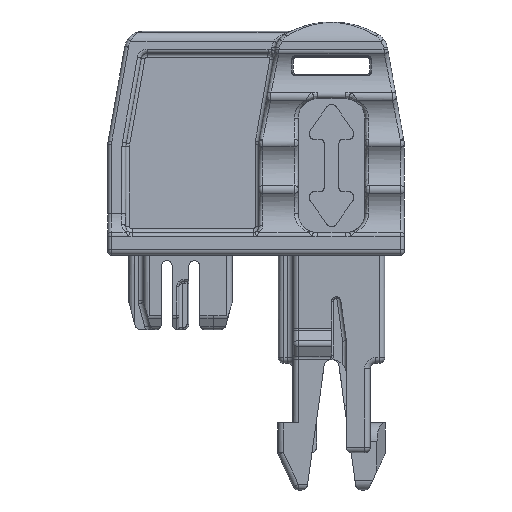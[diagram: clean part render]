
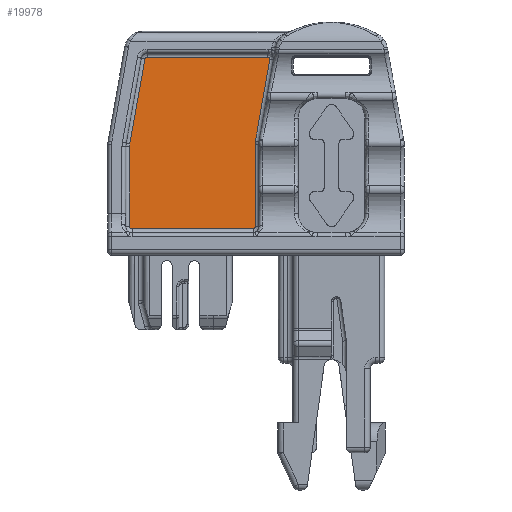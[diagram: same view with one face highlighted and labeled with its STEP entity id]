
A CAD part, front view. The second image highlights one B-rep face of the part: STEP entity #19978.
In plain terms, the highlighted planar face has unit normal (0, -0.999, 0.035).
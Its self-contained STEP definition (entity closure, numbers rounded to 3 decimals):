
#19861=AXIS2_PLACEMENT_3D('Plane Axis2P3D',#19858,#19859,#19860) ;
#15228=CARTESIAN_POINT('Vertex',(8.692,1.61,23.1)) ;
#15231=CARTESIAN_POINT('Line Origine',(7.902,1.454,18.619)) ;
#15235=CARTESIAN_POINT('Vertex',(7.918,1.457,18.714)) ;
#19809=CARTESIAN_POINT('Vertex',(8.593,1.614,23.218)) ;
#19813=CARTESIAN_POINT('Control Point',(8.692,1.61,23.1)) ;
#19814=CARTESIAN_POINT('Control Point',(8.698,1.612,23.135)) ;
#19815=CARTESIAN_POINT('Control Point',(8.689,1.613,23.172)) ;
#19816=CARTESIAN_POINT('Control Point',(8.663,1.614,23.202)) ;
#19817=CARTESIAN_POINT('Control Point',(8.628,1.614,23.218)) ;
#19818=CARTESIAN_POINT('Control Point',(8.593,1.614,23.218)) ;
#19858=CARTESIAN_POINT('Axis2P3D Location',(12.,1.278,13.576)) ;
#19863=CARTESIAN_POINT('Line Origine',(7.9,1.373,16.306)) ;
#19867=CARTESIAN_POINT('Vertex',(7.9,1.296,14.107)) ;
#19869=CARTESIAN_POINT('Vertex',(7.9,1.45,18.506)) ;
#19873=CARTESIAN_POINT('Control Point',(7.918,1.457,18.714)) ;
#19874=CARTESIAN_POINT('Control Point',(7.911,1.456,18.673)) ;
#19875=CARTESIAN_POINT('Control Point',(7.905,1.454,18.631)) ;
#19876=CARTESIAN_POINT('Control Point',(7.902,1.453,18.589)) ;
#19877=CARTESIAN_POINT('Control Point',(7.9,1.451,18.547)) ;
#19878=CARTESIAN_POINT('Control Point',(7.9,1.45,18.506)) ;
#19880=CARTESIAN_POINT('Line Origine',(5.353,1.614,23.218)) ;
#19884=CARTESIAN_POINT('Vertex',(2.114,1.614,23.218)) ;
#19888=CARTESIAN_POINT('Control Point',(1.991,1.611,23.115)) ;
#19889=CARTESIAN_POINT('Control Point',(1.993,1.611,23.128)) ;
#19890=CARTESIAN_POINT('Control Point',(1.997,1.612,23.142)) ;
#19891=CARTESIAN_POINT('Control Point',(2.004,1.612,23.155)) ;
#19892=CARTESIAN_POINT('Control Point',(2.02,1.613,23.178)) ;
#19893=CARTESIAN_POINT('Control Point',(2.041,1.614,23.196)) ;
#19894=CARTESIAN_POINT('Control Point',(2.053,1.614,23.203)) ;
#19895=CARTESIAN_POINT('Control Point',(2.072,1.614,23.212)) ;
#19896=CARTESIAN_POINT('Control Point',(2.093,1.614,23.216)) ;
#19897=CARTESIAN_POINT('Control Point',(2.1,1.614,23.217)) ;
#19898=CARTESIAN_POINT('Control Point',(2.107,1.614,23.218)) ;
#19899=CARTESIAN_POINT('Control Point',(2.114,1.614,23.218)) ;
#19900=CARTESIAN_POINT('Vertex',(1.991,1.611,23.115)) ;
#19903=CARTESIAN_POINT('Line Origine',(1.587,1.531,20.838)) ;
#19907=CARTESIAN_POINT('Vertex',(1.182,1.452,18.562)) ;
#19911=CARTESIAN_POINT('Control Point',(1.17,1.447,18.418)) ;
#19912=CARTESIAN_POINT('Control Point',(1.17,1.448,18.447)) ;
#19913=CARTESIAN_POINT('Control Point',(1.171,1.449,18.476)) ;
#19914=CARTESIAN_POINT('Control Point',(1.174,1.45,18.505)) ;
#19915=CARTESIAN_POINT('Control Point',(1.177,1.451,18.534)) ;
#19916=CARTESIAN_POINT('Control Point',(1.182,1.452,18.562)) ;
#19917=CARTESIAN_POINT('Vertex',(1.17,1.447,18.418)) ;
#19920=CARTESIAN_POINT('Line Origine',(1.167,1.372,16.281)) ;
#19924=CARTESIAN_POINT('Vertex',(1.164,1.298,14.143)) ;
#19928=CARTESIAN_POINT('Control Point',(1.3,1.293,14.007)) ;
#19929=CARTESIAN_POINT('Control Point',(1.283,1.293,14.007)) ;
#19930=CARTESIAN_POINT('Control Point',(1.266,1.293,14.01)) ;
#19931=CARTESIAN_POINT('Control Point',(1.249,1.293,14.015)) ;
#19932=CARTESIAN_POINT('Control Point',(1.219,1.294,14.031)) ;
#19933=CARTESIAN_POINT('Control Point',(1.194,1.295,14.055)) ;
#19934=CARTESIAN_POINT('Control Point',(1.184,1.295,14.07)) ;
#19935=CARTESIAN_POINT('Control Point',(1.172,1.296,14.093)) ;
#19936=CARTESIAN_POINT('Control Point',(1.166,1.297,14.117)) ;
#19937=CARTESIAN_POINT('Control Point',(1.165,1.297,14.126)) ;
#19938=CARTESIAN_POINT('Control Point',(1.164,1.297,14.135)) ;
#19939=CARTESIAN_POINT('Control Point',(1.164,1.298,14.143)) ;
#19940=CARTESIAN_POINT('Vertex',(1.3,1.293,14.007)) ;
#19943=CARTESIAN_POINT('Line Origine',(4.55,1.293,14.007)) ;
#19947=CARTESIAN_POINT('Vertex',(7.8,1.293,14.007)) ;
#19951=CARTESIAN_POINT('Control Point',(7.8,1.293,14.007)) ;
#19952=CARTESIAN_POINT('Control Point',(7.812,1.293,14.007)) ;
#19953=CARTESIAN_POINT('Control Point',(7.825,1.293,14.009)) ;
#19954=CARTESIAN_POINT('Control Point',(7.838,1.293,14.013)) ;
#19955=CARTESIAN_POINT('Control Point',(7.86,1.293,14.025)) ;
#19956=CARTESIAN_POINT('Control Point',(7.878,1.294,14.043)) ;
#19957=CARTESIAN_POINT('Control Point',(7.886,1.294,14.053)) ;
#19958=CARTESIAN_POINT('Control Point',(7.894,1.295,14.07)) ;
#19959=CARTESIAN_POINT('Control Point',(7.898,1.296,14.089)) ;
#19960=CARTESIAN_POINT('Control Point',(7.899,1.296,14.095)) ;
#19961=CARTESIAN_POINT('Control Point',(7.9,1.296,14.101)) ;
#19962=CARTESIAN_POINT('Control Point',(7.9,1.296,14.107)) ;
#15232=DIRECTION('Vector Direction',(-0.174,-0.034,-0.984)) ;
#19859=DIRECTION('Axis2P3D Direction',(0.,-0.999,0.035)) ;
#19860=DIRECTION('Axis2P3D XDirection',(0.,0.035,0.999)) ;
#19864=DIRECTION('Vector Direction',(0.,0.035,0.999)) ;
#19881=DIRECTION('Vector Direction',(-1.,0.,0.)) ;
#19904=DIRECTION('Vector Direction',(0.175,0.034,0.984)) ;
#19921=DIRECTION('Vector Direction',(0.001,0.035,0.999)) ;
#19944=DIRECTION('Vector Direction',(-1.,0.,0.)) ;
#15233=VECTOR('Line Direction',#15232,1.) ;
#19865=VECTOR('Line Direction',#19864,1.) ;
#19882=VECTOR('Line Direction',#19881,1.) ;
#19905=VECTOR('Line Direction',#19904,1.) ;
#19922=VECTOR('Line Direction',#19921,1.) ;
#19945=VECTOR('Line Direction',#19944,1.) ;
#19965=ORIENTED_EDGE('',*,*,#19871,.T.) ;
#19966=ORIENTED_EDGE('',*,*,#19879,.T.) ;
#19967=ORIENTED_EDGE('',*,*,#15237,.T.) ;
#19968=ORIENTED_EDGE('',*,*,#19819,.T.) ;
#19969=ORIENTED_EDGE('',*,*,#19886,.T.) ;
#19970=ORIENTED_EDGE('',*,*,#19902,.T.) ;
#19971=ORIENTED_EDGE('',*,*,#19909,.T.) ;
#19972=ORIENTED_EDGE('',*,*,#19919,.T.) ;
#19973=ORIENTED_EDGE('',*,*,#19926,.T.) ;
#19974=ORIENTED_EDGE('',*,*,#19942,.T.) ;
#19975=ORIENTED_EDGE('',*,*,#19949,.T.) ;
#19976=ORIENTED_EDGE('',*,*,#19963,.T.) ;
#19978=ADVANCED_FACE('LL_TTB_6-2_CM_Component_2',(#19977),#19862,.T.) ;
#19812=B_SPLINE_CURVE_WITH_KNOTS('',5,(#19813,#19814,#19815,#19816,#19817,#19818),.UNSPECIFIED.,.F.,.U.,(6,6),(0.718,1.14),.UNSPECIFIED.) ;
#19872=B_SPLINE_CURVE_WITH_KNOTS('',5,(#19873,#19874,#19875,#19876,#19877,#19878),.UNSPECIFIED.,.F.,.U.,(6,6),(0.,0.296),.UNSPECIFIED.) ;
#19887=B_SPLINE_CURVE_WITH_KNOTS('',5,(#19888,#19889,#19890,#19891,#19892,#19893,#19894,#19895,#19896,#19897,#19898,#19899),.UNSPECIFIED.,.F.,.U.,(6,3,3,6),(0.,0.101,0.201,0.252),.UNSPECIFIED.) ;
#19910=B_SPLINE_CURVE_WITH_KNOTS('',5,(#19911,#19912,#19913,#19914,#19915,#19916),.UNSPECIFIED.,.F.,.U.,(6,6),(0.,0.205),.UNSPECIFIED.) ;
#19927=B_SPLINE_CURVE_WITH_KNOTS('',5,(#19928,#19929,#19930,#19931,#19932,#19933,#19934,#19935,#19936,#19937,#19938,#19939),.UNSPECIFIED.,.F.,.U.,(6,3,3,6),(0.,0.124,0.248,0.311),.UNSPECIFIED.) ;
#19950=B_SPLINE_CURVE_WITH_KNOTS('',5,(#19951,#19952,#19953,#19954,#19955,#19956,#19957,#19958,#19959,#19960,#19961,#19962),.UNSPECIFIED.,.F.,.U.,(6,3,3,6),(0.,0.092,0.183,0.229),.UNSPECIFIED.) ;
#15237=EDGE_CURVE('',#15236,#15229,#15234,.F.) ;
#19819=EDGE_CURVE('',#15229,#19810,#19812,.T.) ;
#19871=EDGE_CURVE('',#19868,#19870,#19866,.T.) ;
#19879=EDGE_CURVE('',#19870,#15236,#19872,.F.) ;
#19886=EDGE_CURVE('',#19810,#19885,#19883,.T.) ;
#19902=EDGE_CURVE('',#19885,#19901,#19887,.F.) ;
#19909=EDGE_CURVE('',#19901,#19908,#19906,.F.) ;
#19919=EDGE_CURVE('',#19908,#19918,#19910,.F.) ;
#19926=EDGE_CURVE('',#19918,#19925,#19923,.F.) ;
#19942=EDGE_CURVE('',#19925,#19941,#19927,.F.) ;
#19949=EDGE_CURVE('',#19941,#19948,#19946,.F.) ;
#19963=EDGE_CURVE('',#19948,#19868,#19950,.T.) ;
#19964=EDGE_LOOP('',(#19965,#19966,#19967,#19968,#19969,#19970,#19971,#19972,#19973,#19974,#19975,#19976)) ;
#19977=FACE_OUTER_BOUND('',#19964,.T.) ;
#15234=LINE('Line',#15231,#15233) ;
#19866=LINE('Line',#19863,#19865) ;
#19883=LINE('Line',#19880,#19882) ;
#19906=LINE('Line',#19903,#19905) ;
#19923=LINE('Line',#19920,#19922) ;
#19946=LINE('Line',#19943,#19945) ;
#19862=PLANE('',#19861) ;
#15229=VERTEX_POINT('',#15228) ;
#15236=VERTEX_POINT('',#15235) ;
#19810=VERTEX_POINT('',#19809) ;
#19868=VERTEX_POINT('',#19867) ;
#19870=VERTEX_POINT('',#19869) ;
#19885=VERTEX_POINT('',#19884) ;
#19901=VERTEX_POINT('',#19900) ;
#19908=VERTEX_POINT('',#19907) ;
#19918=VERTEX_POINT('',#19917) ;
#19925=VERTEX_POINT('',#19924) ;
#19941=VERTEX_POINT('',#19940) ;
#19948=VERTEX_POINT('',#19947) ;
